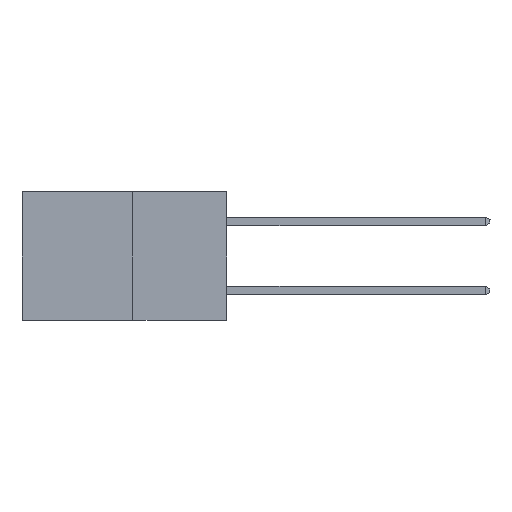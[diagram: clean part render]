
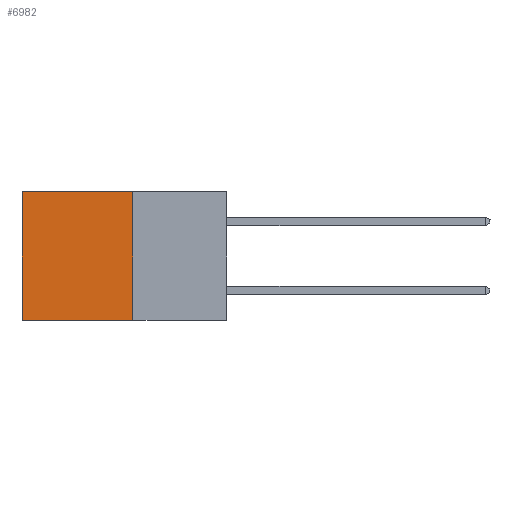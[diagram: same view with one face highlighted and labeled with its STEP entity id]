
A CAD part, left-side view. The second image highlights one B-rep face of the part: STEP entity #6982.
In plain terms, the highlighted planar face has unit normal (-1, 0, 0).
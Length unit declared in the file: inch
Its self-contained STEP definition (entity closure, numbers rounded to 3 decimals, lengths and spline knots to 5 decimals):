
#2410 = AXIS2_PLACEMENT_3D ( 'NONE', #7383, #9668, #8771 ) ;
#3290 = EDGE_CURVE ( 'NONE', #15566, #23093, #16542, .T. ) ;
#4934 = VECTOR ( 'NONE', #15470, 39.37008 ) ;
#5465 = FACE_OUTER_BOUND ( 'NONE', #28426, .T. ) ;
#6982 = ADVANCED_FACE ( 'NONE', ( #5465 ), #9817, .F. ) ;
#7181 = EDGE_CURVE ( 'NONE', #23093, #8190, #31277, .T. ) ;
#7383 = CARTESIAN_POINT ( 'NONE',  ( 0.277, 0.27, -0.37 ) ) ;
#8190 = VERTEX_POINT ( 'NONE', #29057 ) ;
#8771 = DIRECTION ( 'NONE',  ( 0., 0., -1. ) ) ;
#9528 = CARTESIAN_POINT ( 'NONE',  ( 0.277, 0.27, -0.37 ) ) ;
#9668 = DIRECTION ( 'NONE',  ( 1., 0., 0. ) ) ;
#9817 = PLANE ( 'NONE',  #2410 ) ;
#10638 = DIRECTION ( 'NONE',  ( 0., 1., 0. ) ) ;
#10645 = ORIENTED_EDGE ( 'NONE', *, *, #3290, .F. ) ;
#10680 = VECTOR ( 'NONE', #11396, 39.37008 ) ;
#11396 = DIRECTION ( 'NONE',  ( 0., 0., -1. ) ) ;
#11495 = ORIENTED_EDGE ( 'NONE', *, *, #7181, .F. ) ;
#11875 = ORIENTED_EDGE ( 'NONE', *, *, #20514, .T. ) ;
#14274 = CARTESIAN_POINT ( 'NONE',  ( 0.277, 0.59, 0. ) ) ;
#15210 = CARTESIAN_POINT ( 'NONE',  ( 0.277, 0.59, -0.37 ) ) ;
#15470 = DIRECTION ( 'NONE',  ( 0., 1., 0. ) ) ;
#15566 = VERTEX_POINT ( 'NONE', #31023 ) ;
#16542 = LINE ( 'NONE', #29715, #10680 ) ;
#18286 = VECTOR ( 'NONE', #10638, 39.37008 ) ;
#18950 = LINE ( 'NONE', #27856, #4934 ) ;
#19155 = ORIENTED_EDGE ( 'NONE', *, *, #27362, .T. ) ;
#19416 = LINE ( 'NONE', #15210, #25293 ) ;
#20514 = EDGE_CURVE ( 'NONE', #31795, #8190, #19416, .T. ) ;
#23093 = VERTEX_POINT ( 'NONE', #28907 ) ;
#25293 = VECTOR ( 'NONE', #29942, 39.37008 ) ;
#27362 = EDGE_CURVE ( 'NONE', #15566, #31795, #18950, .T. ) ;
#27856 = CARTESIAN_POINT ( 'NONE',  ( 0.277, 0.27, 0. ) ) ;
#28426 = EDGE_LOOP ( 'NONE', ( #11875, #11495, #10645, #19155 ) ) ;
#28907 = CARTESIAN_POINT ( 'NONE',  ( 0.277, 0.27, -0.37 ) ) ;
#29057 = CARTESIAN_POINT ( 'NONE',  ( 0.277, 0.59, -0.37 ) ) ;
#29715 = CARTESIAN_POINT ( 'NONE',  ( 0.277, 0.27, -0.37 ) ) ;
#29942 = DIRECTION ( 'NONE',  ( 0., 0., -1. ) ) ;
#31023 = CARTESIAN_POINT ( 'NONE',  ( 0.277, 0.27, 0. ) ) ;
#31277 = LINE ( 'NONE', #9528, #18286 ) ;
#31795 = VERTEX_POINT ( 'NONE', #14274 ) ;
